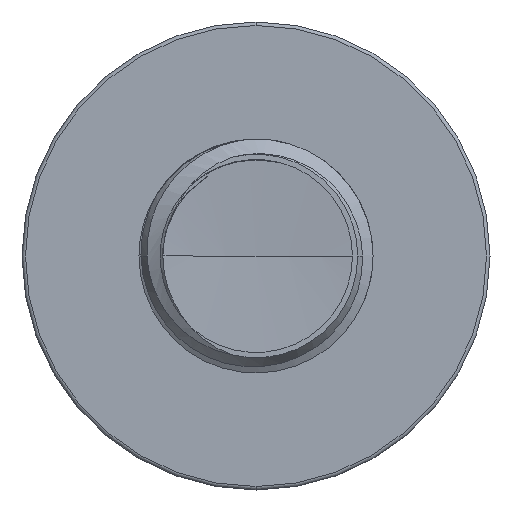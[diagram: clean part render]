
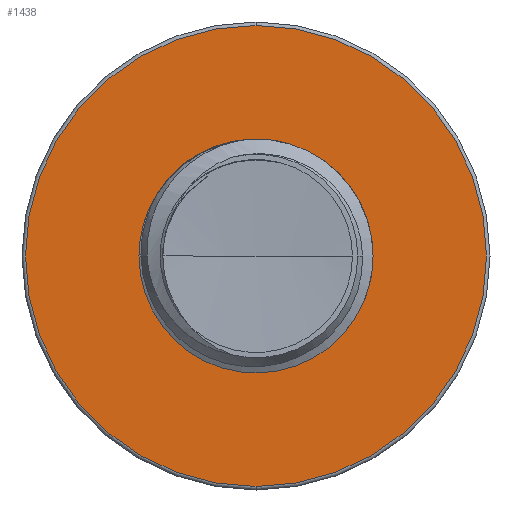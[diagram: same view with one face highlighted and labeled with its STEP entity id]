
A CAD part, front view. The second image highlights one B-rep face of the part: STEP entity #1438.
In plain terms, the highlighted planar face has unit normal (0, -1, 0).
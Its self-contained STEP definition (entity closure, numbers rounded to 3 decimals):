
#688 = DIRECTION ( 'NONE',  ( 0., 0., -1. ) ) ;
#719 = DIRECTION ( 'NONE',  ( 0., -1., 0. ) ) ;
#762 = CARTESIAN_POINT ( 'NONE',  ( 0., 17.5, 0. ) ) ;
#1252 = DIRECTION ( 'NONE',  ( 0., 0., -1. ) ) ;
#1438 = ADVANCED_FACE ( 'NONE', ( #17335, #31232 ), #8548, .T. ) ;
#2023 = EDGE_CURVE ( 'NONE', #7590, #8393, #18744, .T. ) ;
#2127 = EDGE_CURVE ( 'NONE', #36233, #29787, #32895, .T. ) ;
#2157 = DIRECTION ( 'NONE',  ( 0., 0., -1. ) ) ;
#2201 = DIRECTION ( 'NONE',  ( 0., -1., 0. ) ) ;
#2250 = CARTESIAN_POINT ( 'NONE',  ( 0., 17.5, 0. ) ) ;
#3186 = ORIENTED_EDGE ( 'NONE', *, *, #2023, .F. ) ;
#3467 = EDGE_CURVE ( 'NONE', #8393, #7590, #20152, .T. ) ;
#3918 = CARTESIAN_POINT ( 'NONE',  ( 0., 17.5, -5.91 ) ) ;
#3985 = AXIS2_PLACEMENT_3D ( 'NONE', #762, #719, #688 ) ;
#7590 = VERTEX_POINT ( 'NONE', #14874 ) ;
#8393 = VERTEX_POINT ( 'NONE', #19965 ) ;
#8461 = DIRECTION ( 'NONE',  ( 0., 0., -1. ) ) ;
#8502 = DIRECTION ( 'NONE',  ( 0., -1., 0. ) ) ;
#8548 = PLANE ( 'NONE',  #33092 ) ;
#9479 = EDGE_LOOP ( 'NONE', ( #3186, #33685 ) ) ;
#9824 = CARTESIAN_POINT ( 'NONE',  ( 0., 17.5, 2.923 ) ) ;
#14874 = CARTESIAN_POINT ( 'NONE',  ( 0., 17.5, -2.923 ) ) ;
#15582 = DIRECTION ( 'NONE',  ( 0., 0., -1. ) ) ;
#15622 = DIRECTION ( 'NONE',  ( 0., -1., 0. ) ) ;
#15652 = CARTESIAN_POINT ( 'NONE',  ( 0., 17.5, 0. ) ) ;
#17335 = FACE_OUTER_BOUND ( 'NONE', #31444, .T. ) ;
#18744 = CIRCLE ( 'NONE', #31137, 2.923 ) ;
#19454 = DIRECTION ( 'NONE',  ( 0., -1., 0. ) ) ;
#19965 = CARTESIAN_POINT ( 'NONE',  ( 0., 17.5, 2.923 ) ) ;
#20152 = CIRCLE ( 'NONE', #32937, 2.923 ) ;
#20381 = CIRCLE ( 'NONE', #26977, 5.91 ) ;
#21927 = ORIENTED_EDGE ( 'NONE', *, *, #35477, .T. ) ;
#26568 = ORIENTED_EDGE ( 'NONE', *, *, #2127, .T. ) ;
#26977 = AXIS2_PLACEMENT_3D ( 'NONE', #35242, #19454, #1252 ) ;
#29787 = VERTEX_POINT ( 'NONE', #3918 ) ;
#31137 = AXIS2_PLACEMENT_3D ( 'NONE', #2250, #2201, #2157 ) ;
#31232 = FACE_BOUND ( 'NONE', #9479, .T. ) ;
#31444 = EDGE_LOOP ( 'NONE', ( #21927, #26568 ) ) ;
#32869 = CARTESIAN_POINT ( 'NONE',  ( 0., 17.5, 5.91 ) ) ;
#32895 = CIRCLE ( 'NONE', #3985, 5.91 ) ;
#32937 = AXIS2_PLACEMENT_3D ( 'NONE', #15652, #15622, #15582 ) ;
#33092 = AXIS2_PLACEMENT_3D ( 'NONE', #9824, #8502, #8461 ) ;
#33685 = ORIENTED_EDGE ( 'NONE', *, *, #3467, .F. ) ;
#35242 = CARTESIAN_POINT ( 'NONE',  ( 0., 17.5, 0. ) ) ;
#35477 = EDGE_CURVE ( 'NONE', #29787, #36233, #20381, .T. ) ;
#36233 = VERTEX_POINT ( 'NONE', #32869 ) ;
